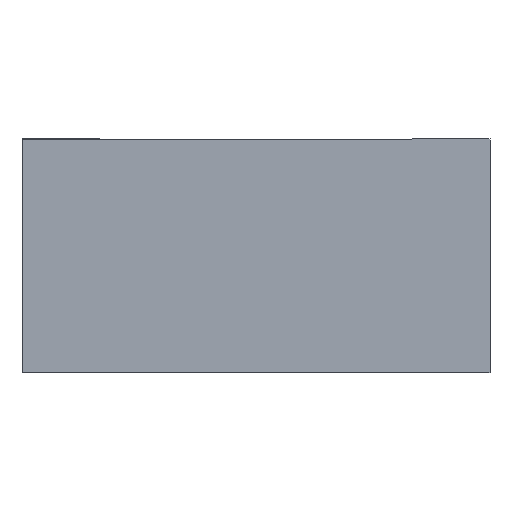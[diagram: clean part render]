
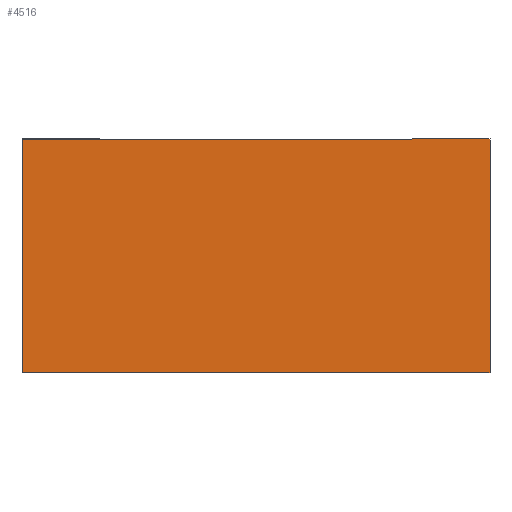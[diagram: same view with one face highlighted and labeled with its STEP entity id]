
A CAD part, front view. The second image highlights one B-rep face of the part: STEP entity #4516.
In plain terms, the highlighted face is planar.
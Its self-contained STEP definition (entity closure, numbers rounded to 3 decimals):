
#4516=ADVANCED_FACE('',(#7816),#7818,.F.);
#7816=FACE_BOUND('',#7817,.T.);
#7817=EDGE_LOOP('',(#10407,#10408,#10409,#10410));
#7818=PLANE('',#7819);
#7819=AXIS2_PLACEMENT_3D('',#7820,#7821,#7822);
#7820=CARTESIAN_POINT('',(0.,0.,0.));
#7821=DIRECTION('',(0.,0.,1.));
#7822=DIRECTION('',(-1.,0.,0.));
#10407=ORIENTED_EDGE('',*,*,#11704,.F.);
#10408=ORIENTED_EDGE('',*,*,#11702,.F.);
#10409=ORIENTED_EDGE('',*,*,#11700,.F.);
#10410=ORIENTED_EDGE('',*,*,#11697,.F.);
#11697=EDGE_CURVE('',#13851,#13852,#13853,.T.);
#11700=EDGE_CURVE('',#13852,#13856,#13857,.T.);
#11702=EDGE_CURVE('',#13856,#13859,#13860,.T.);
#11704=EDGE_CURVE('',#13859,#13851,#13862,.T.);
#13851=VERTEX_POINT('',#18849);
#13852=VERTEX_POINT('',#18850);
#13853=LINE('',#18851,#18852);
#13856=VERTEX_POINT('',#18860);
#13857=LINE('',#18861,#18862);
#13859=VERTEX_POINT('',#18867);
#13860=LINE('',#18868,#18869);
#13862=LINE('',#18874,#18875);
#18849=CARTESIAN_POINT('',(-0.6,1.2,0.));
#18850=CARTESIAN_POINT('',(-0.6,-1.2,0.));
#18851=CARTESIAN_POINT('',(-0.6,1.2,0.));
#18852=VECTOR('',#18853,1.);
#18853=DIRECTION('',(0.,-1.,0.));
#18860=CARTESIAN_POINT('',(0.6,-1.2,0.));
#18861=CARTESIAN_POINT('',(-0.6,-1.2,0.));
#18862=VECTOR('',#18863,1.);
#18863=DIRECTION('',(1.,0.,0.));
#18867=CARTESIAN_POINT('',(0.6,1.2,0.));
#18868=CARTESIAN_POINT('',(0.6,-1.2,0.));
#18869=VECTOR('',#18870,1.);
#18870=DIRECTION('',(0.,1.,0.));
#18874=CARTESIAN_POINT('',(0.6,1.2,0.));
#18875=VECTOR('',#18876,1.);
#18876=DIRECTION('',(-1.,0.,0.));
